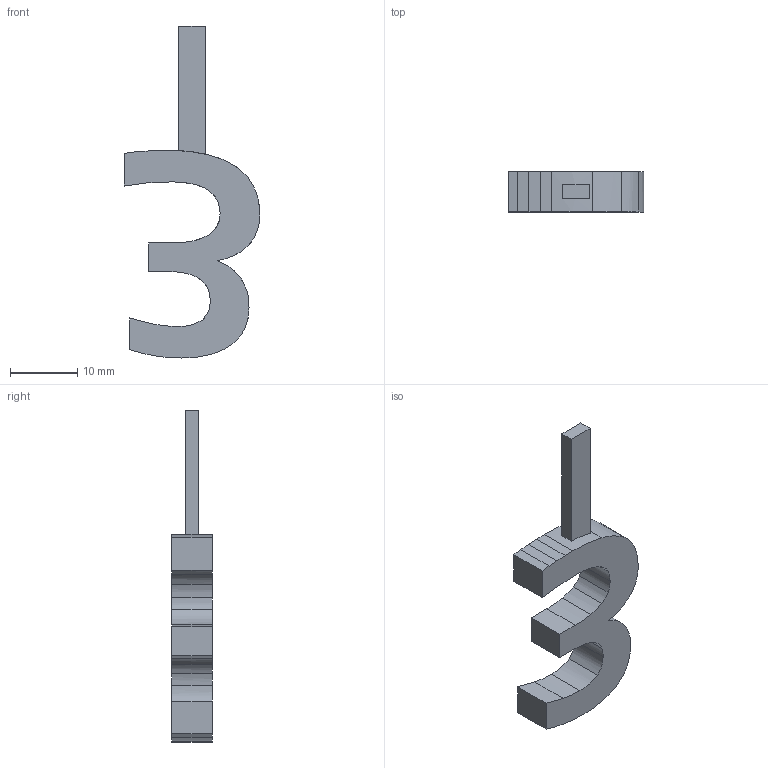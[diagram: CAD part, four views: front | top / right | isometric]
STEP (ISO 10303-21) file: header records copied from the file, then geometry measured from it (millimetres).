
FILE_DESCRIPTION(/* description */ (''),/* implementation_level */ '2;1');
FILE_NAME(/* name */ '3.step',/* time_stamp */ '2026-01-18T20:28:24+01:00',/* author */ (''),/* organization */ (''),/* preprocessor_version */ 'ST-DEVELOPER v20.1',/* originating_system */ 'Autodesk Translation Framework v14.21.0.0',/* authorisation */ '');
FILE_SCHEMA (('AUTOMOTIVE_DESIGN { 1 0 10303 214 3 1 1 }'));
Length unit declared in the file: millimetre
Products named in the file (2): 3; 3_1
Assembly tree (1 placements, depth 2):
  3
    3_1
Bounding box: 20.22 x 6 x 49.49 mm (x, y, z)
Volume: 2023.1 mm3; surface area: 1774.4 mm2
Topology: 2 solids, 2 shells, 102 faces, 288 edges, 192 vertices
Faces by surface type: bspline 78, plane 24
Entity records: 4074 total; most frequent: CARTESIAN_POINT 1929, ORIENTED_EDGE 576, EDGE_CURVE 288, VERTEX_POINT 192, DIRECTION 182, B_SPLINE_CURVE_WITH_KNOTS 160, LINE 128, VECTOR 128
